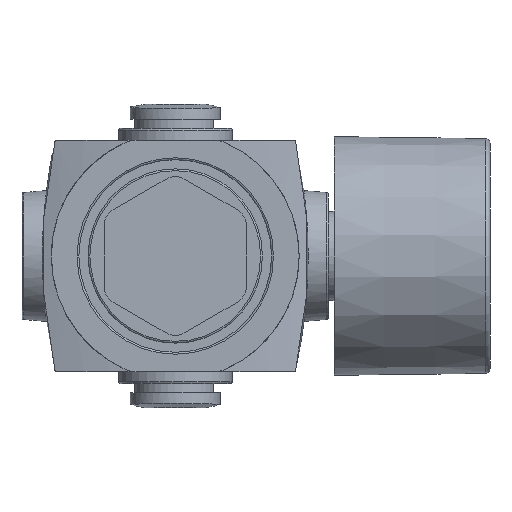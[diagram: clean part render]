
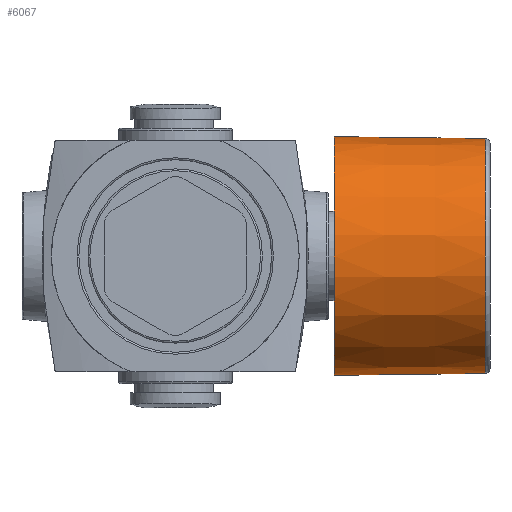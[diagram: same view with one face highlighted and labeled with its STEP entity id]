
A CAD part, front view. The second image highlights one B-rep face of the part: STEP entity #6067.
In plain terms, the highlighted conical face has half-angle 0.694 degrees and reference radius 13 mm.
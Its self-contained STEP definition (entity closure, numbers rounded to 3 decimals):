
#51=CONICAL_SURFACE('',#6575,13.,0.012);
#1029=CIRCLE('',#6574,13.);
#1030=CIRCLE('',#6576,12.8);
#2169=ORIENTED_EDGE('',*,*,#2743,.F.);
#2170=ORIENTED_EDGE('',*,*,#2742,.T.);
#2742=EDGE_CURVE('',#3153,#3153,#1029,.T.);
#2743=EDGE_CURVE('',#3154,#3154,#1030,.T.);
#3153=VERTEX_POINT('',#9450);
#3154=VERTEX_POINT('',#9453);
#3603=EDGE_LOOP('',(#2169));
#3604=EDGE_LOOP('',(#2170));
#3977=FACE_BOUND('',#3603,.T.);
#3978=FACE_BOUND('',#3604,.T.);
#6067=ADVANCED_FACE('',(#3977,#3978),#51,.T.);
#6574=AXIS2_PLACEMENT_3D('',#9449,#7831,#7832);
#6575=AXIS2_PLACEMENT_3D('',#9451,#7833,#7834);
#6576=AXIS2_PLACEMENT_3D('',#9452,#7835,#7836);
#7831=DIRECTION('',(1.,0.,0.));
#7832=DIRECTION('',(0.,0.,-1.));
#7833=DIRECTION('',(-1.,0.,0.));
#7834=DIRECTION('',(0.,0.,1.));
#7835=DIRECTION('',(1.,0.,0.));
#7836=DIRECTION('',(0.,0.,-1.));
#9449=CARTESIAN_POINT('',(-17.,0.,0.));
#9450=CARTESIAN_POINT('',(-17.,0.,-13.));
#9451=CARTESIAN_POINT('',(-17.,0.,0.));
#9452=CARTESIAN_POINT('',(-0.494,0.,0.));
#9453=CARTESIAN_POINT('',(-0.494,0.,-12.8));
